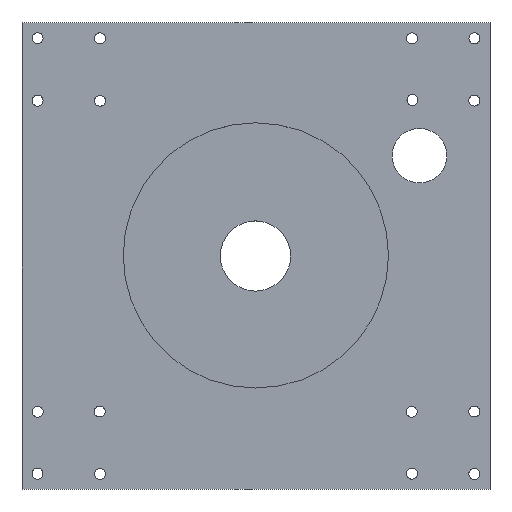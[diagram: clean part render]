
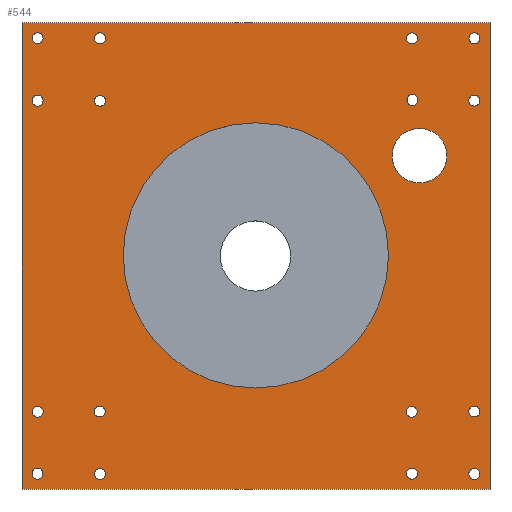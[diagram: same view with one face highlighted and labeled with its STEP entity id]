
A CAD part, top view. The second image highlights one B-rep face of the part: STEP entity #544.
In plain terms, the highlighted planar face has unit normal (0, 0, 1).
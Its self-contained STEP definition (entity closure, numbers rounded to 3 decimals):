
#16=FACE_BOUND('',#111,.T.);
#17=FACE_BOUND('',#112,.T.);
#18=FACE_BOUND('',#113,.T.);
#19=FACE_BOUND('',#114,.T.);
#20=FACE_BOUND('',#115,.T.);
#21=FACE_BOUND('',#116,.T.);
#22=FACE_BOUND('',#117,.T.);
#23=FACE_BOUND('',#118,.T.);
#24=FACE_BOUND('',#119,.T.);
#25=FACE_BOUND('',#120,.T.);
#26=FACE_BOUND('',#121,.T.);
#27=FACE_BOUND('',#122,.T.);
#28=FACE_BOUND('',#123,.T.);
#29=FACE_BOUND('',#124,.T.);
#30=FACE_BOUND('',#125,.T.);
#31=FACE_BOUND('',#126,.T.);
#32=FACE_BOUND('',#127,.T.);
#33=FACE_BOUND('',#128,.T.);
#57=PLANE('',#622);
#83=FACE_OUTER_BOUND('',#110,.T.);
#110=EDGE_LOOP('',(#457,#458,#459,#460));
#111=EDGE_LOOP('',(#461));
#112=EDGE_LOOP('',(#462));
#113=EDGE_LOOP('',(#463));
#114=EDGE_LOOP('',(#464));
#115=EDGE_LOOP('',(#465));
#116=EDGE_LOOP('',(#466));
#117=EDGE_LOOP('',(#467));
#118=EDGE_LOOP('',(#468));
#119=EDGE_LOOP('',(#469));
#120=EDGE_LOOP('',(#470));
#121=EDGE_LOOP('',(#471));
#122=EDGE_LOOP('',(#472));
#123=EDGE_LOOP('',(#473));
#124=EDGE_LOOP('',(#474));
#125=EDGE_LOOP('',(#475));
#126=EDGE_LOOP('',(#476));
#127=EDGE_LOOP('',(#477));
#128=EDGE_LOOP('',(#478));
#169=LINE('',#908,#200);
#172=LINE('',#914,#203);
#175=LINE('',#920,#206);
#178=LINE('',#924,#209);
#200=VECTOR('',#765,10.);
#203=VECTOR('',#770,10.);
#206=VECTOR('',#775,10.);
#209=VECTOR('',#780,10.);
#210=CIRCLE('',#561,3.5);
#212=CIRCLE('',#564,3.5);
#214=CIRCLE('',#567,3.5);
#216=CIRCLE('',#570,3.5);
#218=CIRCLE('',#573,3.5);
#220=CIRCLE('',#576,3.5);
#222=CIRCLE('',#579,3.5);
#224=CIRCLE('',#582,3.5);
#226=CIRCLE('',#585,3.5);
#228=CIRCLE('',#588,3.5);
#230=CIRCLE('',#591,3.5);
#232=CIRCLE('',#594,3.5);
#234=CIRCLE('',#597,3.5);
#236=CIRCLE('',#600,3.5);
#238=CIRCLE('',#603,3.5);
#240=CIRCLE('',#606,3.5);
#244=CIRCLE('',#612,85.);
#246=CIRCLE('',#616,17.5);
#248=VERTEX_POINT('',#787);
#250=VERTEX_POINT('',#793);
#252=VERTEX_POINT('',#799);
#254=VERTEX_POINT('',#805);
#256=VERTEX_POINT('',#811);
#258=VERTEX_POINT('',#817);
#260=VERTEX_POINT('',#823);
#262=VERTEX_POINT('',#829);
#264=VERTEX_POINT('',#835);
#266=VERTEX_POINT('',#841);
#268=VERTEX_POINT('',#847);
#270=VERTEX_POINT('',#853);
#272=VERTEX_POINT('',#859);
#274=VERTEX_POINT('',#865);
#276=VERTEX_POINT('',#871);
#278=VERTEX_POINT('',#877);
#282=VERTEX_POINT('',#889);
#284=VERTEX_POINT('',#896);
#288=VERTEX_POINT('',#905);
#289=VERTEX_POINT('',#907);
#291=VERTEX_POINT('',#913);
#293=VERTEX_POINT('',#919);
#294=EDGE_CURVE('',#248,#248,#210,.T.);
#297=EDGE_CURVE('',#250,#250,#212,.T.);
#300=EDGE_CURVE('',#252,#252,#214,.T.);
#303=EDGE_CURVE('',#254,#254,#216,.T.);
#306=EDGE_CURVE('',#256,#256,#218,.T.);
#309=EDGE_CURVE('',#258,#258,#220,.T.);
#312=EDGE_CURVE('',#260,#260,#222,.T.);
#315=EDGE_CURVE('',#262,#262,#224,.T.);
#318=EDGE_CURVE('',#264,#264,#226,.T.);
#321=EDGE_CURVE('',#266,#266,#228,.T.);
#324=EDGE_CURVE('',#268,#268,#230,.T.);
#327=EDGE_CURVE('',#270,#270,#232,.T.);
#330=EDGE_CURVE('',#272,#272,#234,.T.);
#333=EDGE_CURVE('',#274,#274,#236,.T.);
#336=EDGE_CURVE('',#276,#276,#238,.T.);
#339=EDGE_CURVE('',#278,#278,#240,.T.);
#345=EDGE_CURVE('',#282,#282,#244,.T.);
#348=EDGE_CURVE('',#284,#284,#246,.T.);
#353=EDGE_CURVE('',#289,#288,#169,.T.);
#356=EDGE_CURVE('',#291,#289,#172,.T.);
#359=EDGE_CURVE('',#293,#291,#175,.T.);
#362=EDGE_CURVE('',#288,#293,#178,.T.);
#457=ORIENTED_EDGE('',*,*,#362,.T.);
#458=ORIENTED_EDGE('',*,*,#359,.T.);
#459=ORIENTED_EDGE('',*,*,#356,.T.);
#460=ORIENTED_EDGE('',*,*,#353,.T.);
#461=ORIENTED_EDGE('',*,*,#294,.T.);
#462=ORIENTED_EDGE('',*,*,#297,.T.);
#463=ORIENTED_EDGE('',*,*,#300,.T.);
#464=ORIENTED_EDGE('',*,*,#303,.T.);
#465=ORIENTED_EDGE('',*,*,#306,.T.);
#466=ORIENTED_EDGE('',*,*,#309,.T.);
#467=ORIENTED_EDGE('',*,*,#312,.T.);
#468=ORIENTED_EDGE('',*,*,#315,.T.);
#469=ORIENTED_EDGE('',*,*,#318,.T.);
#470=ORIENTED_EDGE('',*,*,#321,.T.);
#471=ORIENTED_EDGE('',*,*,#324,.T.);
#472=ORIENTED_EDGE('',*,*,#327,.T.);
#473=ORIENTED_EDGE('',*,*,#330,.T.);
#474=ORIENTED_EDGE('',*,*,#333,.T.);
#475=ORIENTED_EDGE('',*,*,#336,.T.);
#476=ORIENTED_EDGE('',*,*,#339,.T.);
#477=ORIENTED_EDGE('',*,*,#345,.T.);
#478=ORIENTED_EDGE('',*,*,#348,.T.);
#544=ADVANCED_FACE('',(#83,#16,#17,#18,#19,#20,#21,#22,#23,#24,#25,#26,
#27,#28,#29,#30,#31,#32,#33),#57,.T.);
#561=AXIS2_PLACEMENT_3D('',#788,#628,#629);
#564=AXIS2_PLACEMENT_3D('',#794,#635,#636);
#567=AXIS2_PLACEMENT_3D('',#800,#642,#643);
#570=AXIS2_PLACEMENT_3D('',#806,#649,#650);
#573=AXIS2_PLACEMENT_3D('',#812,#656,#657);
#576=AXIS2_PLACEMENT_3D('',#818,#663,#664);
#579=AXIS2_PLACEMENT_3D('',#824,#670,#671);
#582=AXIS2_PLACEMENT_3D('',#830,#677,#678);
#585=AXIS2_PLACEMENT_3D('',#836,#684,#685);
#588=AXIS2_PLACEMENT_3D('',#842,#691,#692);
#591=AXIS2_PLACEMENT_3D('',#848,#698,#699);
#594=AXIS2_PLACEMENT_3D('',#854,#705,#706);
#597=AXIS2_PLACEMENT_3D('',#860,#712,#713);
#600=AXIS2_PLACEMENT_3D('',#866,#719,#720);
#603=AXIS2_PLACEMENT_3D('',#872,#726,#727);
#606=AXIS2_PLACEMENT_3D('',#878,#733,#734);
#612=AXIS2_PLACEMENT_3D('',#890,#747,#748);
#616=AXIS2_PLACEMENT_3D('',#897,#756,#757);
#622=AXIS2_PLACEMENT_3D('',#925,#781,#782);
#628=DIRECTION('center_axis',(0.,0.,-1.));
#629=DIRECTION('ref_axis',(1.,0.,0.));
#635=DIRECTION('center_axis',(0.,0.,-1.));
#636=DIRECTION('ref_axis',(1.,0.,0.));
#642=DIRECTION('center_axis',(0.,0.,-1.));
#643=DIRECTION('ref_axis',(1.,0.,0.));
#649=DIRECTION('center_axis',(0.,0.,-1.));
#650=DIRECTION('ref_axis',(1.,0.,0.));
#656=DIRECTION('center_axis',(0.,0.,-1.));
#657=DIRECTION('ref_axis',(1.,0.,0.));
#663=DIRECTION('center_axis',(0.,0.,-1.));
#664=DIRECTION('ref_axis',(1.,0.,0.));
#670=DIRECTION('center_axis',(0.,0.,-1.));
#671=DIRECTION('ref_axis',(1.,0.,0.));
#677=DIRECTION('center_axis',(0.,0.,-1.));
#678=DIRECTION('ref_axis',(1.,0.,0.));
#684=DIRECTION('center_axis',(0.,0.,-1.));
#685=DIRECTION('ref_axis',(1.,0.,0.));
#691=DIRECTION('center_axis',(0.,0.,-1.));
#692=DIRECTION('ref_axis',(1.,0.,0.));
#698=DIRECTION('center_axis',(0.,0.,-1.));
#699=DIRECTION('ref_axis',(1.,0.,0.));
#705=DIRECTION('center_axis',(0.,0.,-1.));
#706=DIRECTION('ref_axis',(1.,0.,0.));
#712=DIRECTION('center_axis',(0.,0.,-1.));
#713=DIRECTION('ref_axis',(1.,0.,0.));
#719=DIRECTION('center_axis',(0.,0.,-1.));
#720=DIRECTION('ref_axis',(1.,0.,0.));
#726=DIRECTION('center_axis',(0.,0.,-1.));
#727=DIRECTION('ref_axis',(1.,0.,0.));
#733=DIRECTION('center_axis',(0.,0.,-1.));
#734=DIRECTION('ref_axis',(1.,0.,0.));
#747=DIRECTION('center_axis',(0.,0.,-1.));
#748=DIRECTION('ref_axis',(1.,0.,0.));
#756=DIRECTION('center_axis',(0.,0.,-1.));
#757=DIRECTION('ref_axis',(1.,0.,0.));
#765=DIRECTION('',(0.,1.,0.));
#770=DIRECTION('',(1.,0.,0.));
#775=DIRECTION('',(0.,-1.,0.));
#780=DIRECTION('',(-1.,0.,0.));
#781=DIRECTION('center_axis',(0.,0.,1.));
#782=DIRECTION('ref_axis',(1.,0.,0.));
#787=CARTESIAN_POINT('',(-143.422,-99.837,10.));
#788=CARTESIAN_POINT('Origin',(-139.922,-99.837,10.));
#793=CARTESIAN_POINT('',(-143.56,-139.559,10.));
#794=CARTESIAN_POINT('Origin',(-140.06,-139.559,10.));
#799=CARTESIAN_POINT('',(-103.699,-99.698,10.));
#800=CARTESIAN_POINT('Origin',(-100.199,-99.698,10.));
#805=CARTESIAN_POINT('',(-103.56,-139.698,10.));
#806=CARTESIAN_POINT('Origin',(-100.06,-139.698,10.));
#811=CARTESIAN_POINT('',(136.437,-139.698,10.));
#812=CARTESIAN_POINT('Origin',(139.937,-139.698,10.));
#817=CARTESIAN_POINT('',(96.437,-139.559,10.));
#818=CARTESIAN_POINT('Origin',(99.937,-139.559,10.));
#823=CARTESIAN_POINT('',(136.437,-99.698,10.));
#824=CARTESIAN_POINT('Origin',(139.937,-99.698,10.));
#829=CARTESIAN_POINT('',(96.299,-99.837,10.));
#830=CARTESIAN_POINT('Origin',(99.799,-99.837,10.));
#835=CARTESIAN_POINT('',(-143.526,139.629,10.));
#836=CARTESIAN_POINT('Origin',(-140.026,139.629,10.));
#841=CARTESIAN_POINT('',(-103.538,139.532,10.));
#842=CARTESIAN_POINT('Origin',(-100.038,139.532,10.));
#847=CARTESIAN_POINT('',(-143.526,99.543,10.));
#848=CARTESIAN_POINT('Origin',(-140.026,99.543,10.));
#853=CARTESIAN_POINT('',(-103.441,99.447,10.));
#854=CARTESIAN_POINT('Origin',(-99.941,99.447,10.));
#859=CARTESIAN_POINT('',(96.785,99.969,10.));
#860=CARTESIAN_POINT('Origin',(100.285,99.969,10.));
#865=CARTESIAN_POINT('',(136.455,99.624,10.));
#866=CARTESIAN_POINT('Origin',(139.955,99.624,10.));
#871=CARTESIAN_POINT('',(136.512,139.526,10.));
#872=CARTESIAN_POINT('Origin',(140.012,139.526,10.));
#877=CARTESIAN_POINT('',(96.508,139.542,10.));
#878=CARTESIAN_POINT('Origin',(100.008,139.542,10.));
#889=CARTESIAN_POINT('',(-85.102,0.375,10.));
#890=CARTESIAN_POINT('Origin',(-0.102,0.375,10.));
#896=CARTESIAN_POINT('',(87.274,64.291,10.));
#897=CARTESIAN_POINT('Origin',(104.774,64.291,10.));
#905=CARTESIAN_POINT('',(150.,149.54,10.));
#907=CARTESIAN_POINT('',(150.,-149.54,10.));
#908=CARTESIAN_POINT('',(150.,149.54,10.));
#913=CARTESIAN_POINT('',(-150.,-149.54,10.));
#914=CARTESIAN_POINT('',(150.,-149.54,10.));
#919=CARTESIAN_POINT('',(-150.,149.54,10.));
#920=CARTESIAN_POINT('',(-150.,-149.54,10.));
#924=CARTESIAN_POINT('',(-150.,149.54,10.));
#925=CARTESIAN_POINT('Origin',(0.,0.,
10.));
